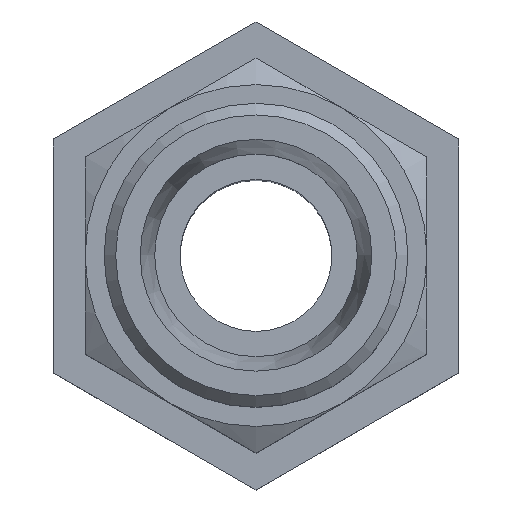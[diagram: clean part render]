
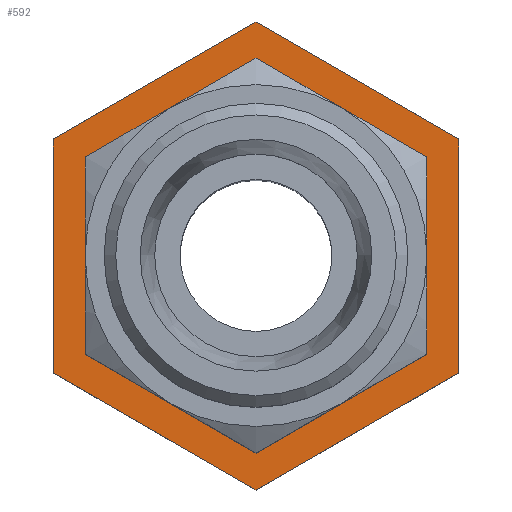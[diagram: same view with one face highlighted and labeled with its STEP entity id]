
A CAD part, top view. The second image highlights one B-rep face of the part: STEP entity #592.
In plain terms, the highlighted planar face has unit normal (0, 0, 1).
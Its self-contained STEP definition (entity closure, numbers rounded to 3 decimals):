
#69=LINE('',#908,#93);
#70=LINE('',#911,#94);
#71=LINE('',#913,#95);
#72=LINE('',#915,#96);
#73=LINE('',#917,#97);
#74=LINE('',#919,#98);
#93=VECTOR('',#732,1000.);
#94=VECTOR('',#733,1000.);
#95=VECTOR('',#734,1000.);
#96=VECTOR('',#735,1000.);
#97=VECTOR('',#736,1000.);
#98=VECTOR('',#737,1000.);
#117=ORIENTED_EDGE('',*,*,#275,.T.);
#118=ORIENTED_EDGE('',*,*,#276,.T.);
#119=ORIENTED_EDGE('',*,*,#277,.T.);
#120=ORIENTED_EDGE('',*,*,#278,.T.);
#121=ORIENTED_EDGE('',*,*,#279,.T.);
#122=ORIENTED_EDGE('',*,*,#280,.T.);
#123=ORIENTED_EDGE('',*,*,#281,.T.);
#275=EDGE_CURVE('',#354,#354,#409,.T.);
#276=EDGE_CURVE('',#355,#356,#69,.T.);
#277=EDGE_CURVE('',#356,#357,#70,.T.);
#278=EDGE_CURVE('',#357,#358,#71,.T.);
#279=EDGE_CURVE('',#358,#359,#72,.T.);
#280=EDGE_CURVE('',#359,#360,#73,.T.);
#281=EDGE_CURVE('',#360,#355,#74,.T.);
#354=VERTEX_POINT('',#907);
#355=VERTEX_POINT('',#909);
#356=VERTEX_POINT('',#910);
#357=VERTEX_POINT('',#912);
#358=VERTEX_POINT('',#914);
#359=VERTEX_POINT('',#916);
#360=VERTEX_POINT('',#918);
#409=CIRCLE('',#651,12.);
#440=EDGE_LOOP('',(#117));
#441=EDGE_LOOP('',(#118,#119,#120,#121,#122,#123));
#506=FACE_BOUND('',#440,.T.);
#507=FACE_BOUND('',#441,.T.);
#572=PLANE('',#650);
#592=ADVANCED_FACE('',(#506,#507),#572,.T.);
#650=AXIS2_PLACEMENT_3D('',#905,#728,#729);
#651=AXIS2_PLACEMENT_3D('',#906,#730,#731);
#728=DIRECTION('',(0.,0.,1.));
#729=DIRECTION('',(1.,0.,0.));
#730=DIRECTION('',(0.,0.,-1.));
#731=DIRECTION('',(-1.,0.,0.));
#732=DIRECTION('',(-0.866,-0.5,0.));
#733=DIRECTION('',(0.,-1.,0.));
#734=DIRECTION('',(0.866,-0.5,0.));
#735=DIRECTION('',(0.866,0.5,0.));
#736=DIRECTION('',(0.,1.,0.));
#737=DIRECTION('',(-0.866,0.5,0.));
#905=CARTESIAN_POINT('',(0.,18.475,-21.5));
#906=CARTESIAN_POINT('',(0.,0.,-21.5));
#907=CARTESIAN_POINT('',(-12.,0.,-21.5));
#908=CARTESIAN_POINT('',(0.,18.475,-21.5));
#909=CARTESIAN_POINT('',(0.,18.475,-21.5));
#910=CARTESIAN_POINT('',(-16.,9.238,-21.5));
#911=CARTESIAN_POINT('',(-16.,9.238,-21.5));
#912=CARTESIAN_POINT('',(-16.,-9.238,-21.5));
#913=CARTESIAN_POINT('',(-16.,-9.238,-21.5));
#914=CARTESIAN_POINT('',(0.,-18.475,-21.5));
#915=CARTESIAN_POINT('',(0.,-18.475,-21.5));
#916=CARTESIAN_POINT('',(16.,-9.238,-21.5));
#917=CARTESIAN_POINT('',(16.,-9.238,-21.5));
#918=CARTESIAN_POINT('',(16.,9.238,-21.5));
#919=CARTESIAN_POINT('',(16.,9.238,-21.5));
